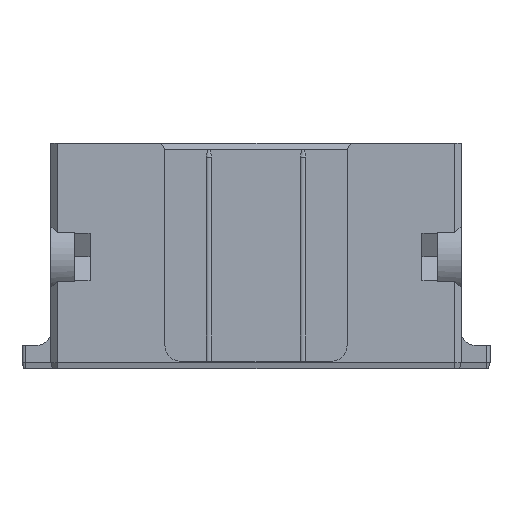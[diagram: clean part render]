
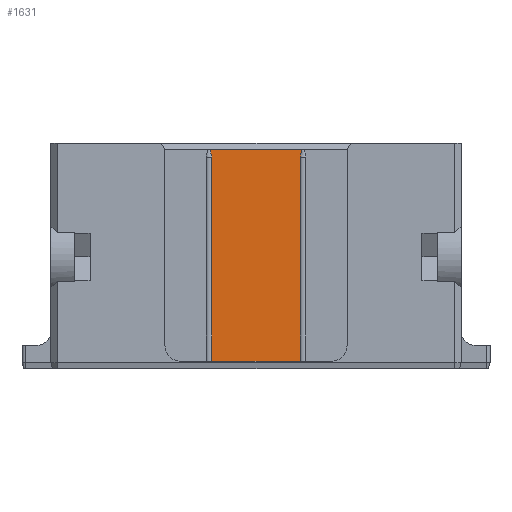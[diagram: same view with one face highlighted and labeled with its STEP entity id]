
A CAD part, front view. The second image highlights one B-rep face of the part: STEP entity #1631.
In plain terms, the highlighted planar face has unit normal (0, -1, 0).
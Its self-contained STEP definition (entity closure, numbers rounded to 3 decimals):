
#417 = CARTESIAN_POINT ( 'NONE',  ( -5.86, -22.9, 27. ) ) ;
#556 = DIRECTION ( 'NONE',  ( 0., 0., -1. ) ) ;
#695 = DIRECTION ( 'NONE',  ( 0., -1., 0. ) ) ;
#704 = CARTESIAN_POINT ( 'NONE',  ( 0., -22.9, 0. ) ) ;
#771 = DIRECTION ( 'NONE',  ( 1., 0., 0. ) ) ;
#793 = CARTESIAN_POINT ( 'NONE',  ( 0., -22.9, 0. ) ) ;
#866 = VECTOR ( 'NONE', #771, 1000. ) ;
#904 = CARTESIAN_POINT ( 'NONE',  ( 5.86, -22.9, 27. ) ) ;
#954 = LINE ( 'NONE', #793, #866 ) ;
#961 = LINE ( 'NONE', #1162, #1031 ) ;
#971 = VECTOR ( 'NONE', #1204, 1000. ) ;
#980 = PLANE ( 'NONE',  #2701 ) ;
#1031 = VECTOR ( 'NONE', #1188, 1000. ) ;
#1036 = LINE ( 'NONE', #1308, #971 ) ;
#1046 = CARTESIAN_POINT ( 'NONE',  ( -5.643, -22.9, 26. ) ) ;
#1050 = CARTESIAN_POINT ( 'NONE',  ( -5.672, -22.9, 26.168 ) ) ;
#1058 = CARTESIAN_POINT ( 'NONE',  ( -5.703, -22.9, 26.336 ) ) ;
#1066 = CARTESIAN_POINT ( 'NONE',  ( -5.771, -22.9, 26.671 ) ) ;
#1094 = CARTESIAN_POINT ( 'NONE',  ( -5.86, -22.9, 27. ) ) ;
#1098 = CARTESIAN_POINT ( 'NONE',  ( -5.806, -22.9, 26.837 ) ) ;
#1162 = CARTESIAN_POINT ( 'NONE',  ( 0., -22.9, 27. ) ) ;
#1188 = DIRECTION ( 'NONE',  ( -1., 0., 0. ) ) ;
#1204 = DIRECTION ( 'NONE',  ( 0., 0., 1. ) ) ;
#1302 = CARTESIAN_POINT ( 'NONE',  ( -5.643, -22.9, -500000. ) ) ;
#1308 = CARTESIAN_POINT ( 'NONE',  ( 5.643, -22.9, -500000. ) ) ;
#1351 = VERTEX_POINT ( 'NONE', #2538 ) ;
#1371 = DIRECTION ( 'NONE',  ( 0., 0., 1. ) ) ;
#1576 = EDGE_CURVE ( 'NONE', #1351, #1657, #4928, .T. ) ;
#1621 = VERTEX_POINT ( 'NONE', #904 ) ;
#1631 = ADVANCED_FACE ( 'NONE', ( #4977 ), #980, .T. ) ;
#1651 = VERTEX_POINT ( 'NONE', #417 ) ;
#1657 = VERTEX_POINT ( 'NONE', #3893 ) ;
#1911 = VERTEX_POINT ( 'NONE', #5365 ) ;
#2538 = CARTESIAN_POINT ( 'NONE',  ( -5.643, -22.9, 0. ) ) ;
#2701 = AXIS2_PLACEMENT_3D ( 'NONE', #704, #695, #556 ) ;
#3258 = ORIENTED_EDGE ( 'NONE', *, *, #4363, .T. ) ;
#3268 = ORIENTED_EDGE ( 'NONE', *, *, #4605, .T. ) ;
#3323 = ORIENTED_EDGE ( 'NONE', *, *, #4377, .T. ) ;
#3342 = ORIENTED_EDGE ( 'NONE', *, *, #4384, .T. ) ;
#3387 = ORIENTED_EDGE ( 'NONE', *, *, #1576, .F. ) ;
#3400 = ORIENTED_EDGE ( 'NONE', *, *, #4427, .T. ) ;
#3676 = B_SPLINE_CURVE_WITH_KNOTS ( 'NONE', 3,
 ( #4222, #4469, #4170, #4154, #4135, #4109 ),
 .UNSPECIFIED., .F., .F.,
 ( 4, 2, 4 ),
 ( 0., 0.001, 0.001 ),
 .UNSPECIFIED. ) ;
#3893 = CARTESIAN_POINT ( 'NONE',  ( -5.643, -22.9, 26. ) ) ;
#3955 = EDGE_LOOP ( 'NONE', ( #3258, #3268, #3323, #3342, #3387, #3400 ) ) ;
#4109 = CARTESIAN_POINT ( 'NONE',  ( 5.86, -22.9, 27. ) ) ;
#4135 = CARTESIAN_POINT ( 'NONE',  ( 5.806, -22.9, 26.838 ) ) ;
#4154 = CARTESIAN_POINT ( 'NONE',  ( 5.771, -22.9, 26.67 ) ) ;
#4170 = CARTESIAN_POINT ( 'NONE',  ( 5.703, -22.9, 26.336 ) ) ;
#4222 = CARTESIAN_POINT ( 'NONE',  ( 5.643, -22.9, 26. ) ) ;
#4363 = EDGE_CURVE ( 'NONE', #5103, #1911, #1036, .T. ) ;
#4377 = EDGE_CURVE ( 'NONE', #1621, #1651, #961, .T. ) ;
#4384 = EDGE_CURVE ( 'NONE', #1651, #1657, #5172, .T. ) ;
#4427 = EDGE_CURVE ( 'NONE', #1351, #5103, #954, .T. ) ;
#4448 = CARTESIAN_POINT ( 'NONE',  ( 5.643, -22.9, 0. ) ) ;
#4469 = CARTESIAN_POINT ( 'NONE',  ( 5.672, -22.9, 26.168 ) ) ;
#4605 = EDGE_CURVE ( 'NONE', #1911, #1621, #3676, .T. ) ;
#4928 = LINE ( 'NONE', #1302, #4937 ) ;
#4937 = VECTOR ( 'NONE', #1371, 1000. ) ;
#4977 = FACE_OUTER_BOUND ( 'NONE', #3955, .T. ) ;
#5103 = VERTEX_POINT ( 'NONE', #4448 ) ;
#5172 = B_SPLINE_CURVE_WITH_KNOTS ( 'NONE', 3,
 ( #1094, #1098, #1066, #1058, #1050, #1046 ),
 .UNSPECIFIED., .F., .F.,
 ( 4, 2, 4 ),
 ( 0., 0.001, 0.001 ),
 .UNSPECIFIED. ) ;
#5365 = CARTESIAN_POINT ( 'NONE',  ( 5.643, -22.9, 26. ) ) ;
